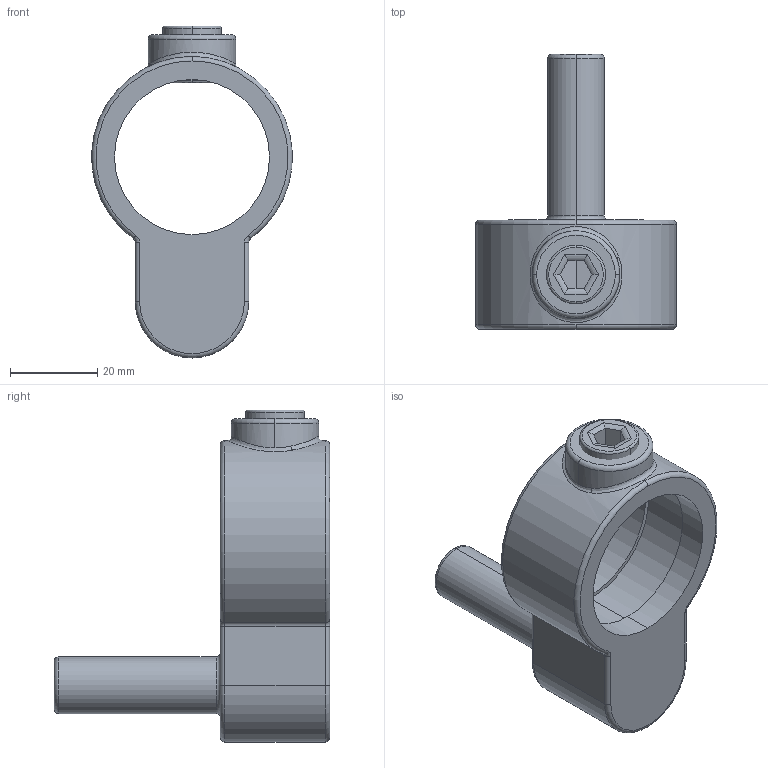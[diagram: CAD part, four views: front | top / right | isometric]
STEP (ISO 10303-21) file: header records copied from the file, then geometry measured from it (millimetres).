
FILE_DESCRIPTION (( 'STEP AP203' ), '1' );
FILE_NAME ('140-B34.step', '2019-07-04T11:48:41', ( '' ), ( '' ), 'SwSTEP 2.0', 'SolidWorks 2015', '' );
FILE_SCHEMA (( 'CONFIG_CONTROL_DESIGN' ));
Length unit declared in the file: millimetre
Products named in the file (3): 140-B34 Teil 1_140-B34 Teil 1; 140-B34 Teil 2; 140-B34
Assembly tree (2 placements, depth 2):
  140-B34
    140-B34 Teil 1_140-B34 Teil 1
    140-B34 Teil 2
Bounding box: 45.92 x 63 x 76 mm (x, y, z)
Volume: 36460.2 mm3; surface area: 13054.8 mm2
Topology: 2 solids, 2 shells, 278 faces, 710 edges, 462 vertices
Faces by surface type: plane 118, bspline 82, cylinder 58, torus 20
Entity records: 12494 total; most frequent: CARTESIAN_POINT 5932, ORIENTED_EDGE 1420, DIRECTION 1096, EDGE_CURVE 710, VERTEX_POINT 462, AXIS2_PLACEMENT_3D 379, VECTOR 338, LINE 338
